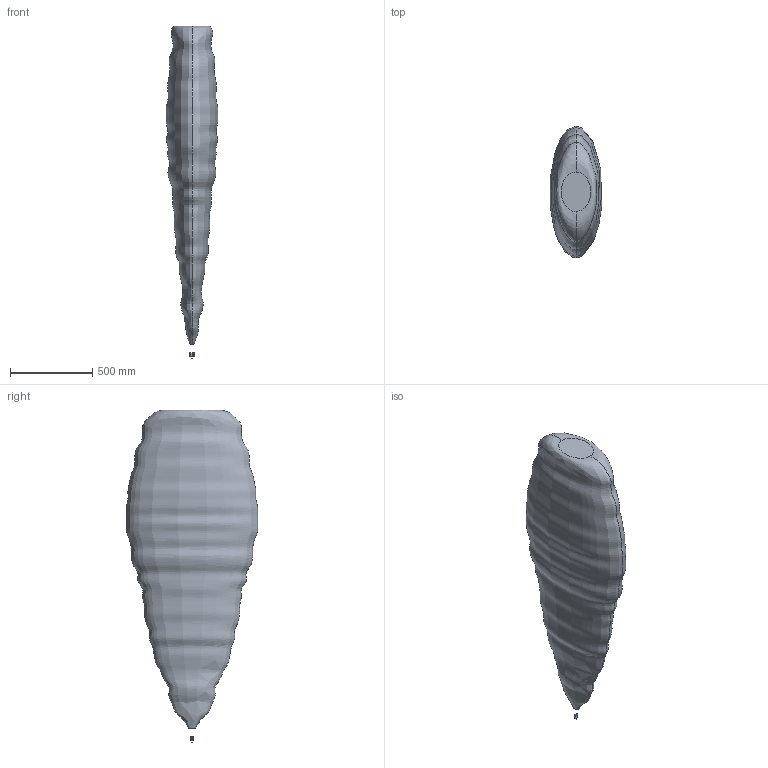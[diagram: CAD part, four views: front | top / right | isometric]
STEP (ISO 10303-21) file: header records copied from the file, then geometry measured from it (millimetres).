
FILE_DESCRIPTION((''),'2;1');
FILE_NAME('CAD-7263_SW0001','2021-05-26T11:19:01',('creinig-se'),(''),'CREO PARAMETRIC BY PTC INC, 2019292','CREO PARAMETRIC BY PTC INC, 2019292','');
FILE_SCHEMA(('CONFIG_CONTROL_DESIGN','SHAPE_APPEARANCE_LAYERS_GROUPS'));
Length unit declared in the file: millimetre
Products named in the file (1): CAD-7263_SW0001
Bounding box: 313.91 x 802.73 x 2023.6 mm (x, y, z)
Volume: 219832833.9 mm3; surface area: 2684747.9 mm2
Topology: 2 solids, 2 shells, 67 faces, 168 edges, 108 vertices
Faces by surface type: cylinder 30, plane 27, torus 8, bspline 2
Entity records: 25764 total; most frequent: CARTESIAN_POINT 23562, DIRECTION 364, ORIENTED_EDGE 336, EDGE_CURVE 168, AXIS2_PLACEMENT_3D 141, VERTEX_POINT 108, VECTOR 82, LINE 82
